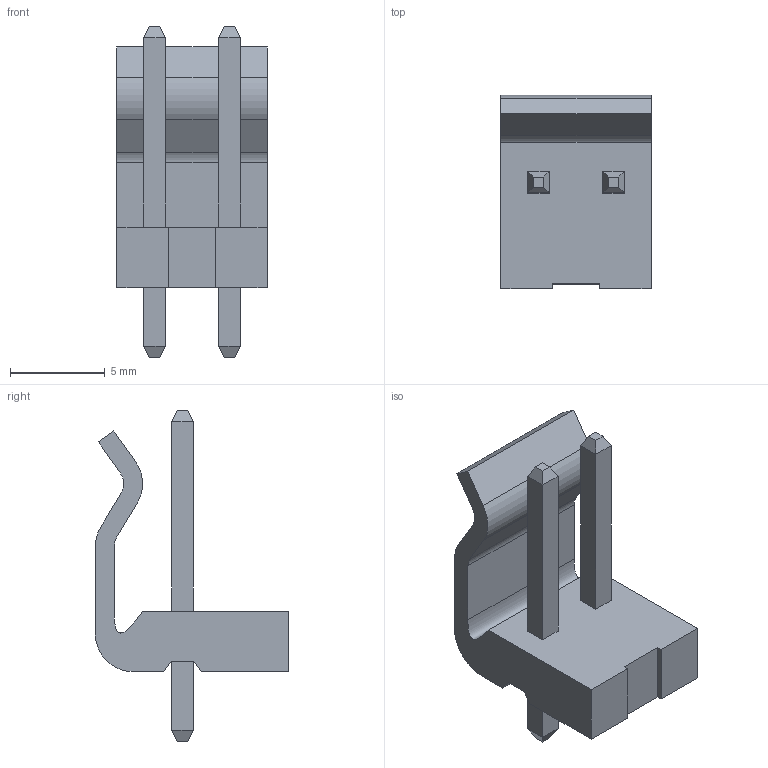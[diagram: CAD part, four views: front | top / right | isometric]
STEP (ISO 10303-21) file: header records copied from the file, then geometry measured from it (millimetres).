
FILE_DESCRIPTION (( 'STEP AP214' ), '1' );
FILE_NAME ('FWF39603-S02S22TB-REF .STEP', '2025-01-14T01:25:52', ( '' ), ( '' ), 'SwSTEP 2.0', 'SolidWorks 2021', '' );
FILE_SCHEMA (( 'AUTOMOTIVE_DESIGN' ));
Length unit declared in the file: millimetre
Products named in the file (1): FWF39603-S02S22TB-REF 
Bounding box: 7.92 x 10.2 x 17.5 mm (x, y, z)
Volume: 350 mm3; surface area: 589.6 mm2
Topology: 1 solids, 1 shells, 62 faces, 152 edges, 96 vertices
Faces by surface type: plane 56, cylinder 5, bspline 1
Entity records: 1814 total; most frequent: CARTESIAN_POINT 320, ORIENTED_EDGE 304, DIRECTION 284, EDGE_CURVE 152, VECTOR 140, LINE 140, VERTEX_POINT 96, AXIS2_PLACEMENT_3D 72
